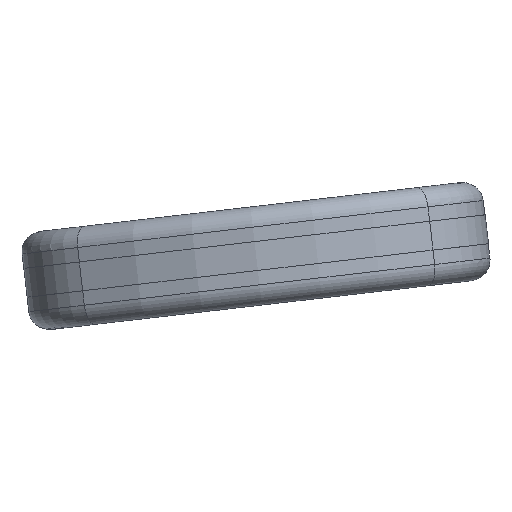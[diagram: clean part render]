
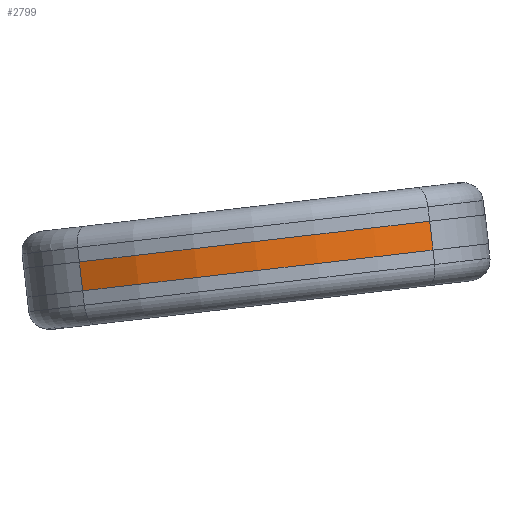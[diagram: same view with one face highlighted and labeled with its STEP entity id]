
A CAD part, left-side view. The second image highlights one B-rep face of the part: STEP entity #2799.
In plain terms, the highlighted cylindrical face has radius 135 mm (diameter 270 mm), a partial arc.
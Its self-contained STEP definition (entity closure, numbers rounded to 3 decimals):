
#231 = DIRECTION ( 'NONE',  ( 0., -0.115, -0.993 ) ) ;
#417 = CARTESIAN_POINT ( 'NONE',  ( -120.559, 536.345, 454.994 ) ) ;
#618 = LINE ( 'NONE', #5654, #9616 ) ;
#768 = CARTESIAN_POINT ( 'NONE',  ( 0., 477.153, 471.933 ) ) ;
#800 = DIRECTION ( 'NONE',  ( 0., -0.115, -0.993 ) ) ;
#1304 = FACE_OUTER_BOUND ( 'NONE', #1532, .T. ) ;
#1532 = EDGE_LOOP ( 'NONE', ( #9703, #5972, #3761, #9770 ) ) ;
#1558 = DIRECTION ( 'NONE',  ( 0., 0.993, -0.115 ) ) ;
#2277 = CARTESIAN_POINT ( 'NONE',  ( -120.559, 537.498, 464.927 ) ) ;
#2799 = ADVANCED_FACE ( 'NONE', ( #1304 ), #8822, .T. ) ;
#3470 = EDGE_CURVE ( 'NONE', #6243, #3681, #618, .T. ) ;
#3681 = VERTEX_POINT ( 'NONE', #3978 ) ;
#3713 = CIRCLE ( 'NONE', #6253, 135. ) ;
#3761 = ORIENTED_EDGE ( 'NONE', *, *, #4371, .F. ) ;
#3975 = VECTOR ( 'NONE', #800, 1000. ) ;
#3978 = CARTESIAN_POINT ( 'NONE',  ( -120.559, 415.655, 469.006 ) ) ;
#4012 = DIRECTION ( 'NONE',  ( 0., -0.115, -0.993 ) ) ;
#4058 = AXIS2_PLACEMENT_3D ( 'NONE', #768, #8501, #1558 ) ;
#4371 = EDGE_CURVE ( 'NONE', #9177, #6243, #8698, .T. ) ;
#4502 = DIRECTION ( 'NONE',  ( 0., 0.993, -0.115 ) ) ;
#4550 = DIRECTION ( 'NONE',  ( 0., 0.115, 0.993 ) ) ;
#4955 = CARTESIAN_POINT ( 'NONE',  ( 0., 477.153, 471.933 ) ) ;
#5175 = EDGE_CURVE ( 'NONE', #10031, #3681, #3713, .T. ) ;
#5654 = CARTESIAN_POINT ( 'NONE',  ( -120.559, 416.809, 478.939 ) ) ;
#5972 = ORIENTED_EDGE ( 'NONE', *, *, #3470, .F. ) ;
#6243 = VERTEX_POINT ( 'NONE', #10111 ) ;
#6253 = AXIS2_PLACEMENT_3D ( 'NONE', #9253, #4550, #4502 ) ;
#6290 = AXIS2_PLACEMENT_3D ( 'NONE', #4955, #231, #8931 ) ;
#6506 = LINE ( 'NONE', #9439, #3975 ) ;
#7547 = EDGE_CURVE ( 'NONE', #9177, #10031, #6506, .T. ) ;
#8501 = DIRECTION ( 'NONE',  ( 0., 0.115, 0.993 ) ) ;
#8698 = CIRCLE ( 'NONE', #4058, 135. ) ;
#8822 = CYLINDRICAL_SURFACE ( 'NONE', #6290, 135. ) ;
#8931 = DIRECTION ( 'NONE',  ( 0., 0.993, -0.115 ) ) ;
#9177 = VERTEX_POINT ( 'NONE', #2277 ) ;
#9253 = CARTESIAN_POINT ( 'NONE',  ( 0., 476., 462. ) ) ;
#9439 = CARTESIAN_POINT ( 'NONE',  ( -120.559, 537.498, 464.927 ) ) ;
#9616 = VECTOR ( 'NONE', #4012, 1000. ) ;
#9703 = ORIENTED_EDGE ( 'NONE', *, *, #5175, .T. ) ;
#9770 = ORIENTED_EDGE ( 'NONE', *, *, #7547, .T. ) ;
#10031 = VERTEX_POINT ( 'NONE', #417 ) ;
#10111 = CARTESIAN_POINT ( 'NONE',  ( -120.559, 416.809, 478.939 ) ) ;
